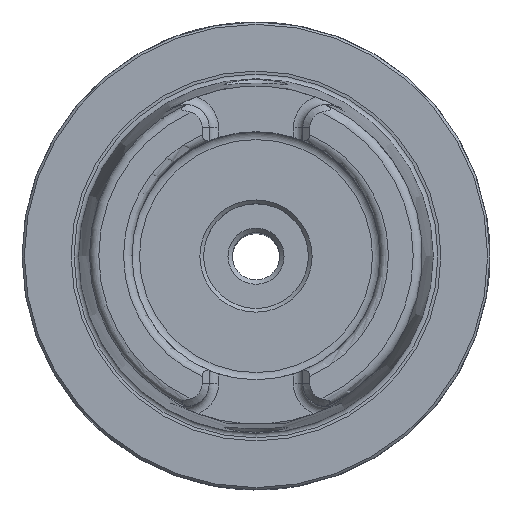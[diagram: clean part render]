
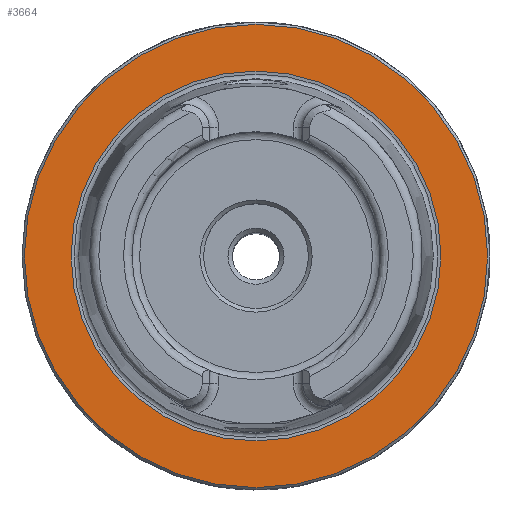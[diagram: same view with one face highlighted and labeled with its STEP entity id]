
A CAD part, top view. The second image highlights one B-rep face of the part: STEP entity #3664.
In plain terms, the highlighted planar face has unit normal (0, 0, 1).
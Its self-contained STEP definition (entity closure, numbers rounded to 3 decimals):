
#544=ORIENTED_EDGE('',*,*,#1147,.F.);
#545=ORIENTED_EDGE('',*,*,#1146,.T.);
#1146=EDGE_CURVE('',#1452,#1452,#1649,.T.);
#1147=EDGE_CURVE('',#1453,#1453,#1650,.T.);
#1452=VERTEX_POINT('',#5553);
#1453=VERTEX_POINT('',#5556);
#1649=CIRCLE('',#3925,49.5);
#1650=CIRCLE('',#3927,39.511);
#1831=EDGE_LOOP('',(#544));
#1832=EDGE_LOOP('',(#545));
#2115=FACE_BOUND('',#1831,.T.);
#2116=FACE_BOUND('',#1832,.T.);
#2326=PLANE('',#3926);
#3664=ADVANCED_FACE('',(#2115,#2116),#2326,.T.);
#3925=AXIS2_PLACEMENT_3D('',#5552,#4423,#4424);
#3926=AXIS2_PLACEMENT_3D('',#5554,#4425,#4426);
#3927=AXIS2_PLACEMENT_3D('',#5555,#4427,#4428);
#4423=DIRECTION('',(0.,0.,1.));
#4424=DIRECTION('',(1.,0.,0.));
#4425=DIRECTION('',(0.,0.,1.));
#4426=DIRECTION('',(1.,0.,0.));
#4427=DIRECTION('',(0.,0.,1.));
#4428=DIRECTION('',(1.,0.,0.));
#5552=CARTESIAN_POINT('',(0.,0.,0.));
#5553=CARTESIAN_POINT('',(49.5,0.,0.));
#5554=CARTESIAN_POINT('',(49.5,0.,0.));
#5555=CARTESIAN_POINT('',(0.,0.,0.));
#5556=CARTESIAN_POINT('',(39.511,0.,0.));
